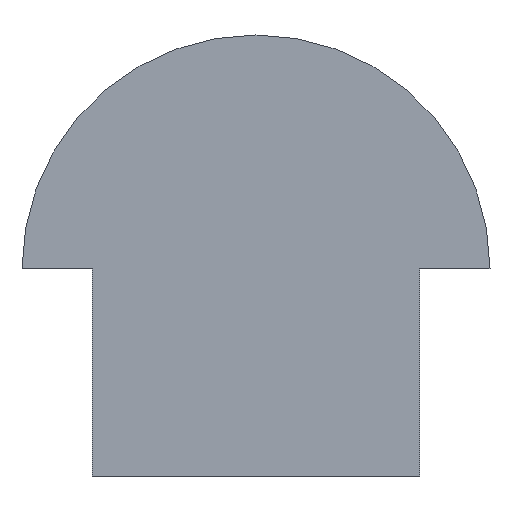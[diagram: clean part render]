
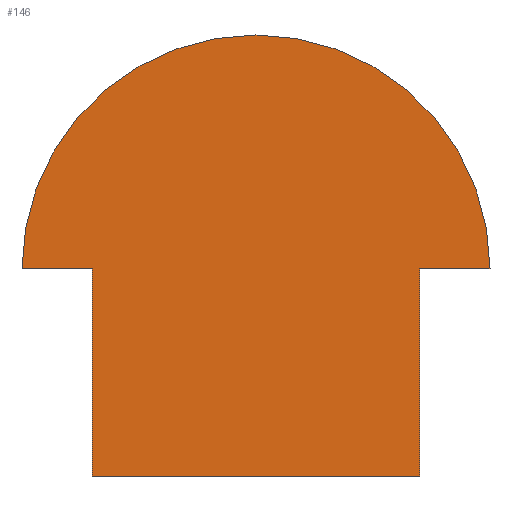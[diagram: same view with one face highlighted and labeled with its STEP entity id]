
A CAD part, front view. The second image highlights one B-rep face of the part: STEP entity #146.
In plain terms, the highlighted planar face has unit normal (0, -1, 0).
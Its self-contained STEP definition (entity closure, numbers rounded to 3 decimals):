
#15=CIRCLE('',#167,45.);
#25=FACE_OUTER_BOUND('',#33,.T.);
#33=EDGE_LOOP('',(#126,#127,#128,#129,#130,#131));
#34=LINE('',#213,#50);
#38=LINE('',#221,#54);
#41=LINE('',#227,#57);
#44=LINE('',#233,#60);
#47=LINE('',#239,#63);
#50=VECTOR('',#175,10.);
#54=VECTOR('',#181,10.);
#57=VECTOR('',#186,10.);
#60=VECTOR('',#191,10.);
#63=VECTOR('',#196,10.);
#66=VERTEX_POINT('',#211);
#67=VERTEX_POINT('',#212);
#70=VERTEX_POINT('',#220);
#72=VERTEX_POINT('',#226);
#74=VERTEX_POINT('',#232);
#76=VERTEX_POINT('',#238);
#78=EDGE_CURVE('',#66,#67,#34,.T.);
#82=EDGE_CURVE('',#67,#70,#38,.T.);
#85=EDGE_CURVE('',#70,#72,#41,.T.);
#88=EDGE_CURVE('',#72,#74,#44,.T.);
#91=EDGE_CURVE('',#74,#76,#47,.T.);
#94=EDGE_CURVE('',#66,#76,#15,.T.);
#126=ORIENTED_EDGE('',*,*,#94,.F.);
#127=ORIENTED_EDGE('',*,*,#78,.T.);
#128=ORIENTED_EDGE('',*,*,#82,.T.);
#129=ORIENTED_EDGE('',*,*,#85,.T.);
#130=ORIENTED_EDGE('',*,*,#88,.T.);
#131=ORIENTED_EDGE('',*,*,#91,.T.);
#138=PLANE('',#170);
#146=ADVANCED_FACE('',(#25),#138,.F.);
#167=AXIS2_PLACEMENT_3D('',#244,#201,#202);
#170=AXIS2_PLACEMENT_3D('',#247,#207,#208);
#175=DIRECTION('',(1.,0.,0.));
#181=DIRECTION('',(0.,0.,-1.));
#186=DIRECTION('',(1.,0.,0.));
#191=DIRECTION('',(0.,0.,1.));
#196=DIRECTION('',(1.,0.,0.));
#201=DIRECTION('center_axis',(0.,1.,0.));
#202=DIRECTION('ref_axis',(-1.,0.,0.));
#207=DIRECTION('center_axis',(0.,1.,0.));
#208=DIRECTION('ref_axis',(1.,0.,0.));
#211=CARTESIAN_POINT('',(-45.,0.,20.));
#212=CARTESIAN_POINT('',(-31.5,0.,20.));
#213=CARTESIAN_POINT('',(-45.,0.,20.));
#220=CARTESIAN_POINT('',(-31.5,0.,-20.));
#221=CARTESIAN_POINT('',(-31.5,0.,20.));
#226=CARTESIAN_POINT('',(31.5,0.,-20.));
#227=CARTESIAN_POINT('',(-31.5,0.,-20.));
#232=CARTESIAN_POINT('',(31.5,0.,20.));
#233=CARTESIAN_POINT('',(31.5,0.,-20.));
#238=CARTESIAN_POINT('',(45.,0.,20.));
#239=CARTESIAN_POINT('',(31.5,0.,20.));
#244=CARTESIAN_POINT('Origin',(0.,0.,20.));
#247=CARTESIAN_POINT('Origin',(0.,0.,22.5));
